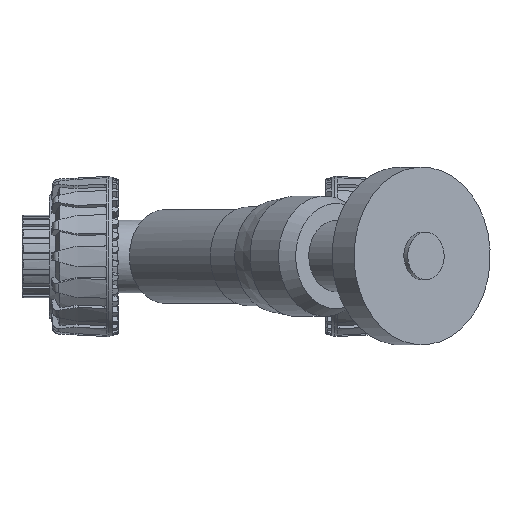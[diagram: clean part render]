
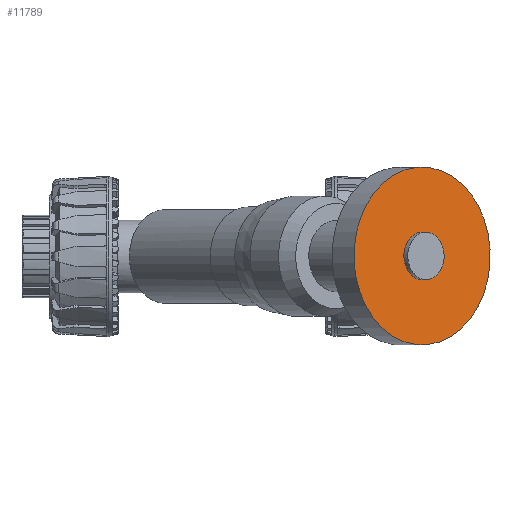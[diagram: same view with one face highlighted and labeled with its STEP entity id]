
A CAD part, top view. The second image highlights one B-rep face of the part: STEP entity #11789.
In plain terms, the highlighted face is planar.
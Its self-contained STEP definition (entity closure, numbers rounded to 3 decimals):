
#2452=FACE_BOUND($,#3797,.T.);
#3103=FACE_OUTER_BOUND($,#3796,.T.);
#3796=EDGE_LOOP($,(#10802));
#3797=EDGE_LOOP($,(#10803));
#4294=CIRCLE($,#13127,29.916);
#4295=CIRCLE($,#13128,8.);
#5464=VERTEX_POINT($,#22700);
#5465=VERTEX_POINT($,#22702);
#7248=EDGE_CURVE($,#5464,#5464,#4294,.T.);
#7249=EDGE_CURVE($,#5465,#5465,#4295,.T.);
#10802=ORIENTED_EDGE($,*,*,#7248,.T.);
#10803=ORIENTED_EDGE($,*,*,#7249,.F.);
#11137=PLANE($,#13126);
#11789=ADVANCED_FACE($,(#3103,#2452),#11137,.T.);
#13126=AXIS2_PLACEMENT_3D($,#22699,#16494,#16495);
#13127=AXIS2_PLACEMENT_3D($,#22701,#16496,#16497);
#13128=AXIS2_PLACEMENT_3D($,#22703,#16498,#16499);
#16494=DIRECTION('center_axis',(0.643,0.766,0.));
#16495=DIRECTION('ref_axis',(0.,0.,-1.));
#16496=DIRECTION('center_axis',(0.643,0.766,0.));
#16497=DIRECTION('ref_axis',(-0.766,0.643,0.));
#16498=DIRECTION('center_axis',(0.643,0.766,0.));
#16499=DIRECTION('ref_axis',(-0.766,0.643,0.));
#22699=CARTESIAN_POINT('Origin',(96.326,105.26,0.));
#22700=CARTESIAN_POINT('',(133.766,73.845,0.));
#22701=CARTESIAN_POINT('Origin',(110.849,93.074,0.));
#22702=CARTESIAN_POINT('',(116.977,87.932,0.));
#22703=CARTESIAN_POINT('Origin',(110.849,93.074,0.));
